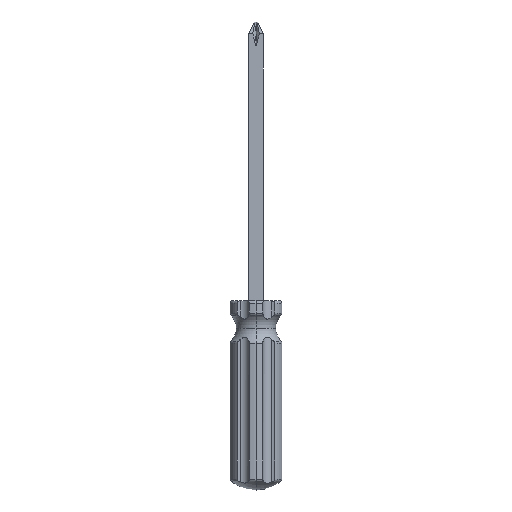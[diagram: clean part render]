
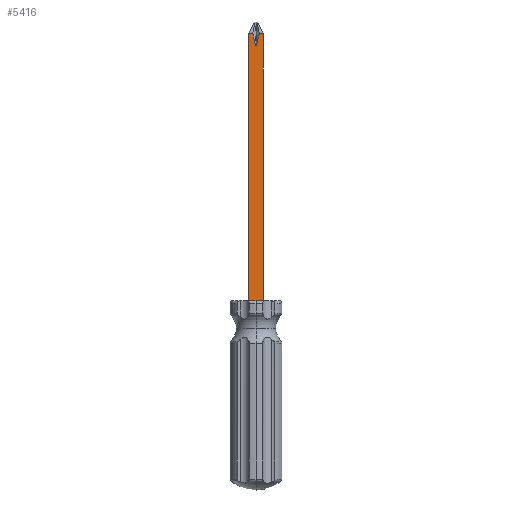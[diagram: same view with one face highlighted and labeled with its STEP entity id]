
A CAD part, left-side view. The second image highlights one B-rep face of the part: STEP entity #5416.
In plain terms, the highlighted planar face has unit normal (-1, 0, 0).
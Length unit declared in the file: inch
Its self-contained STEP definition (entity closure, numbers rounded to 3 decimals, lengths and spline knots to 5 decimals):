
#25 = B_SPLINE_CURVE_WITH_KNOTS ( 'NONE', 3,
 ( #1322, #680, #681, #682 ),
 .UNSPECIFIED., .F., .F.,
 ( 4, 4 ),
 ( 0., 0.01089 ),
 .UNSPECIFIED. ) ;
#26 = B_SPLINE_CURVE_WITH_KNOTS ( 'NONE', 3,
 ( #688, #686, #683, #689, #690, #691 ),
 .UNSPECIFIED., .F., .F.,
 ( 4, 2, 4 ),
 ( 0., 0.00544, 0.01089 ),
 .UNSPECIFIED. ) ;
#180 = CARTESIAN_POINT ( 'NONE',  ( -0.27, 0.27, 15.1915 ) ) ;
#182 = DIRECTION ( 'NONE',  ( 0., -1., 0. ) ) ;
#557 = CARTESIAN_POINT ( 'NONE',  ( -0.27, 0., 14.77592 ) ) ;
#571 = DIRECTION ( 'NONE',  ( 0., 1., 0. ) ) ;
#586 = EDGE_CURVE ( 'NONE', #5106, #5207, #6170, .T. ) ;
#663 = EDGE_CURVE ( 'NONE', #5306, #5307, #6217, .T. ) ;
#664 = EDGE_CURVE ( 'NONE', #5307, #5207, #25, .T. ) ;
#665 = EDGE_CURVE ( 'NONE', #5238, #5193, #6221, .T. ) ;
#666 = EDGE_CURVE ( 'NONE', #5308, #5238, #6226, .T. ) ;
#667 = EDGE_CURVE ( 'NONE', #5308, #5306, #26, .T. ) ;
#679 = CARTESIAN_POINT ( 'NONE',  ( -0.27, -0.27, 15.1915 ) ) ;
#680 = CARTESIAN_POINT ( 'NONE',  ( -0.27, 0.03834, 14.9167 ) ) ;
#681 = CARTESIAN_POINT ( 'NONE',  ( -0.27, 0.07316, 15.05562 ) ) ;
#682 = CARTESIAN_POINT ( 'NONE',  ( -0.27, 0.11784, 15.1915 ) ) ;
#683 = CARTESIAN_POINT ( 'NONE',  ( -0.27, -0.07621, 15.05496 ) ) ;
#684 = DIRECTION ( 'NONE',  ( 0., 0., -1. ) ) ;
#685 = DIRECTION ( 'NONE',  ( 0., -1., 0. ) ) ;
#686 = CARTESIAN_POINT ( 'NONE',  ( -0.27, -0.09608, 15.12365 ) ) ;
#688 = CARTESIAN_POINT ( 'NONE',  ( -0.27, -0.1186, 15.1915 ) ) ;
#689 = CARTESIAN_POINT ( 'NONE',  ( -0.27, -0.0417, 14.91628 ) ) ;
#690 = CARTESIAN_POINT ( 'NONE',  ( -0.27, -0.02708, 14.84638 ) ) ;
#691 = CARTESIAN_POINT ( 'NONE',  ( -0.27, -0.01498, 14.77592 ) ) ;
#1322 = CARTESIAN_POINT ( 'NONE',  ( -0.27, 0.01305, 14.77592 ) ) ;
#2833 = EDGE_CURVE ( 'NONE', #5175, #5193, #6353, .T. ) ;
#4032 = EDGE_CURVE ( 'NONE', #5106, #5175, #9615, .T. ) ;
#4684 = EDGE_LOOP ( 'NONE', ( #9858, #9859, #9860, #9861, #9862, #9863, #9864, #9865 ) ) ;
#5106 = VERTEX_POINT ( 'NONE', #13310 ) ;
#5175 = VERTEX_POINT ( 'NONE', #13379 ) ;
#5193 = VERTEX_POINT ( 'NONE', #13397 ) ;
#5207 = VERTEX_POINT ( 'NONE', #13411 ) ;
#5238 = VERTEX_POINT ( 'NONE', #13442 ) ;
#5306 = VERTEX_POINT ( 'NONE', #13510 ) ;
#5307 = VERTEX_POINT ( 'NONE', #13511 ) ;
#5308 = VERTEX_POINT ( 'NONE', #13512 ) ;
#5416 = ADVANCED_FACE ( 'NONE', ( #9813 ), #13589, .F. ) ;
#5510 = CARTESIAN_POINT ( 'NONE',  ( -0.27, 0.27, 5.5215 ) ) ;
#5512 = DIRECTION ( 'NONE',  ( 0., -1., 0. ) ) ;
#6170 = LINE ( 'NONE', #180, #6173 ) ;
#6173 = VECTOR ( 'NONE', #182, 39.37008 ) ;
#6217 = LINE ( 'NONE', #557, #6223 ) ;
#6221 = LINE ( 'NONE', #679, #6225 ) ;
#6223 = VECTOR ( 'NONE', #571, 39.37008 ) ;
#6225 = VECTOR ( 'NONE', #684, 39.37008 ) ;
#6226 = LINE ( 'NONE', #11114, #6228 ) ;
#6228 = VECTOR ( 'NONE', #685, 39.37008 ) ;
#6353 = LINE ( 'NONE', #5510, #6356 ) ;
#6356 = VECTOR ( 'NONE', #5512, 39.37008 ) ;
#9615 = LINE ( 'NONE', #11293, #9618 ) ;
#9618 = VECTOR ( 'NONE', #11294, 39.37008 ) ;
#9813 = FACE_OUTER_BOUND ( 'NONE', #4684, .T. ) ;
#9858 = ORIENTED_EDGE ( 'NONE', *, *, #663, .T. ) ;
#9859 = ORIENTED_EDGE ( 'NONE', *, *, #664, .T. ) ;
#9860 = ORIENTED_EDGE ( 'NONE', *, *, #586, .F. ) ;
#9861 = ORIENTED_EDGE ( 'NONE', *, *, #4032, .T. ) ;
#9862 = ORIENTED_EDGE ( 'NONE', *, *, #2833, .T. ) ;
#9863 = ORIENTED_EDGE ( 'NONE', *, *, #665, .F. ) ;
#9864 = ORIENTED_EDGE ( 'NONE', *, *, #666, .F. ) ;
#9865 = ORIENTED_EDGE ( 'NONE', *, *, #667, .T. ) ;
#11114 = CARTESIAN_POINT ( 'NONE',  ( -0.27, 0.27, 15.1915 ) ) ;
#11293 = CARTESIAN_POINT ( 'NONE',  ( -0.27, 0.27, 15.1915 ) ) ;
#11294 = DIRECTION ( 'NONE',  ( 0., 0., -1. ) ) ;
#13310 = CARTESIAN_POINT ( 'NONE',  ( -0.27, 0.27, 15.1915 ) ) ;
#13379 = CARTESIAN_POINT ( 'NONE',  ( -0.27, 0.27, 5.5215 ) ) ;
#13397 = CARTESIAN_POINT ( 'NONE',  ( -0.27, -0.27, 5.5215 ) ) ;
#13411 = CARTESIAN_POINT ( 'NONE',  ( -0.27, 0.11784, 15.1915 ) ) ;
#13442 = CARTESIAN_POINT ( 'NONE',  ( -0.27, -0.27, 15.1915 ) ) ;
#13510 = CARTESIAN_POINT ( 'NONE',  ( -0.27, -0.01498, 14.77592 ) ) ;
#13511 = CARTESIAN_POINT ( 'NONE',  ( -0.27, 0.01305, 14.77592 ) ) ;
#13512 = CARTESIAN_POINT ( 'NONE',  ( -0.27, -0.1186, 15.1915 ) ) ;
#13589 = PLANE ( 'NONE',  #13738 ) ;
#13592 = CARTESIAN_POINT ( 'NONE',  ( -0.27, 0.27, 15.1915 ) ) ;
#13593 = DIRECTION ( 'NONE',  ( 1., 0., 0. ) ) ;
#13594 = DIRECTION ( 'NONE',  ( 0., 1., 0. ) ) ;
#13738 = AXIS2_PLACEMENT_3D ( 'NONE', #13592, #13593, #13594 ) ;
